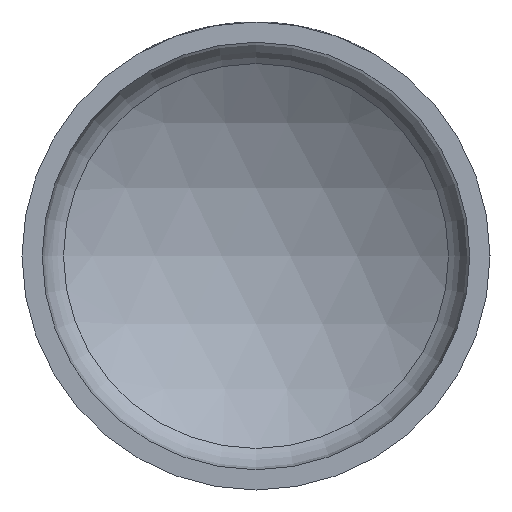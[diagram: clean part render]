
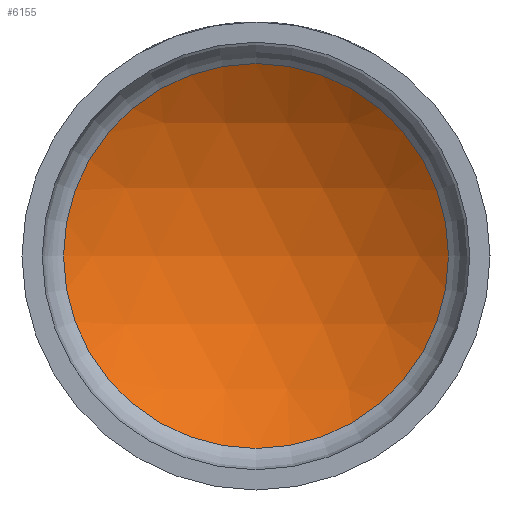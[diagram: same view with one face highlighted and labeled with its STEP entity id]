
A CAD part, left-side view. The second image highlights one B-rep face of the part: STEP entity #6155.
In plain terms, the highlighted spherical face has radius 26.467 mm.
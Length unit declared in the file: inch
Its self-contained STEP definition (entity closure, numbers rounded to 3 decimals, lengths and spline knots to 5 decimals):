
#14=SPHERICAL_SURFACE('',#6490,1.042);
#722=FACE_OUTER_BOUND('',#1097,.T.);
#1097=EDGE_LOOP('',(#5752));
#1235=CIRCLE('',#6491,0.61686);
#3015=VERTEX_POINT('',#13830);
#3930=EDGE_CURVE('',#3015,#3015,#1235,.T.);
#5752=ORIENTED_EDGE('',*,*,#3930,.F.);
#6155=ADVANCED_FACE('',(#722),#14,.F.);
#6490=AXIS2_PLACEMENT_3D('',#13829,#7569,#7570);
#6491=AXIS2_PLACEMENT_3D('',#13831,#7571,#7572);
#7569=DIRECTION('center_axis',(0.,0.,1.));
#7570=DIRECTION('ref_axis',(1.,0.,0.));
#7571=DIRECTION('center_axis',(1.,0.,0.));
#7572=DIRECTION('ref_axis',(0.,1.,0.));
#13829=CARTESIAN_POINT('Origin',(-0.545,0.,0.));
#13830=CARTESIAN_POINT('',(0.29479,0.61686,0.));
#13831=CARTESIAN_POINT('Origin',(0.29479,0.,0.));
